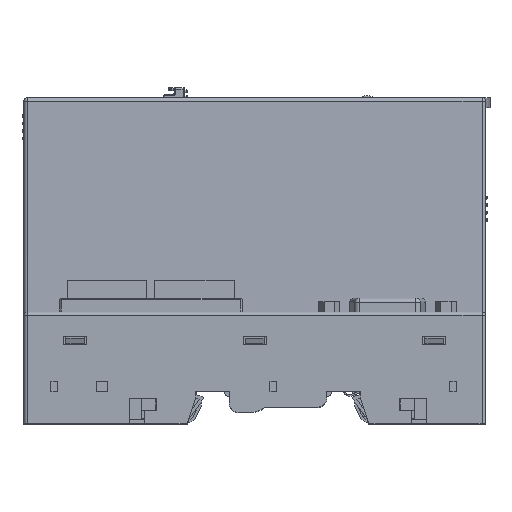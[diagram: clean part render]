
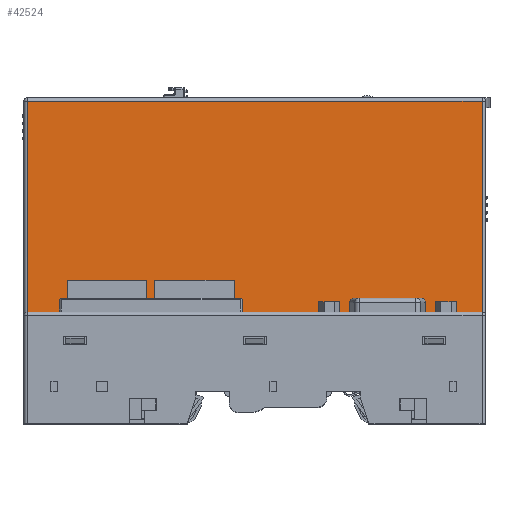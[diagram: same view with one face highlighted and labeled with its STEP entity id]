
A CAD part, top view. The second image highlights one B-rep face of the part: STEP entity #42524.
In plain terms, the highlighted planar face has unit normal (0, 0.018, 1).
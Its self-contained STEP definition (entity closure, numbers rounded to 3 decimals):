
#6528=DIRECTION('',(0.,-1.,0.017));
#6529=VECTOR('',#6528,45.27);
#6530=CARTESIAN_POINT('',(48.75,69.263,29.175));
#6531=LINE('',#6530,#6529);
#6532=DIRECTION('',(-1.,0.,0.));
#6533=VECTOR('',#6532,97.5);
#6534=CARTESIAN_POINT('',(48.75,24.,29.965));
#6535=LINE('',#6534,#6533);
#6536=DIRECTION('',(0.,1.,-0.017));
#6537=VECTOR('',#6536,45.27);
#6538=CARTESIAN_POINT('',(-48.75,24.,29.965));
#6539=LINE('',#6538,#6537);
#6540=DIRECTION('',(1.,0.,0.));
#6541=VECTOR('',#6540,97.5);
#6542=CARTESIAN_POINT('',(-48.75,69.263,29.175));
#6543=LINE('',#6542,#6541);
#28549=CARTESIAN_POINT('',(48.75,24.,29.965));
#28551=VERTEX_POINT('',#28549);
#28552=CARTESIAN_POINT('',(48.75,69.263,29.175));
#28553=VERTEX_POINT('',#28552);
#28558=CARTESIAN_POINT('',(-48.75,69.263,29.175));
#28559=VERTEX_POINT('',#28558);
#28560=CARTESIAN_POINT('',(-48.75,24.,29.965));
#28561=VERTEX_POINT('',#28560);
#42510=CARTESIAN_POINT('',(-51.102,22.,30.));
#42511=DIRECTION('',(0.,-0.017,-1.));
#42512=DIRECTION('',(-1.,0.,0.));
#42513=AXIS2_PLACEMENT_3D('',#42510,#42511,#42512);
#42514=PLANE('',#42513);
#42516=ORIENTED_EDGE('',*,*,#42515,.T.);
#42518=ORIENTED_EDGE('',*,*,#42517,.T.);
#42520=ORIENTED_EDGE('',*,*,#42519,.T.);
#42521=ORIENTED_EDGE('',*,*,#42503,.T.);
#42522=EDGE_LOOP('',(#42516,#42518,#42520,#42521));
#42523=FACE_OUTER_BOUND('',#42522,.F.);
#42524=ADVANCED_FACE('',(#42523),#42514,.F.);
#42503=EDGE_CURVE('',#28559,#28553,#6543,.T.);
#42515=EDGE_CURVE('',#28553,#28551,#6531,.T.);
#42517=EDGE_CURVE('',#28551,#28561,#6535,.T.);
#42519=EDGE_CURVE('',#28561,#28559,#6539,.T.);
